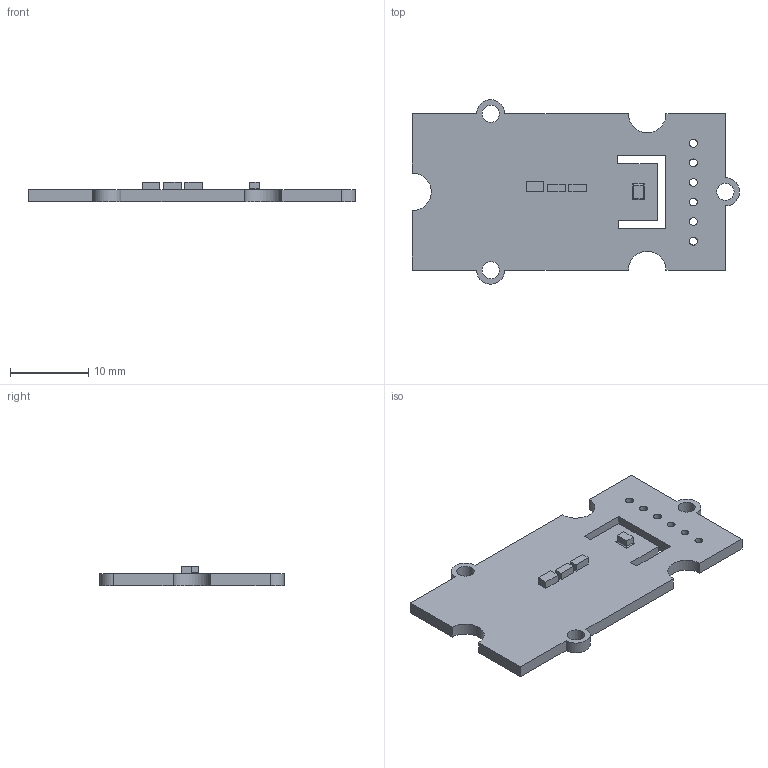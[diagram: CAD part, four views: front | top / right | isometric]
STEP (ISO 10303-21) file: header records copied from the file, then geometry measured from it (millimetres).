
FILE_DESCRIPTION(('CATIA V5 STEP Exchange'),'2;1');
FILE_NAME('base(barometer).stp','2017-12-05T08:41:13+00:00',('none'),('none'),'CATIA Version 5 Release 20 GA (IN-10)','CATIA V5 STEP AP203','none');
FILE_SCHEMA(('CONFIG_CONTROL_DESIGN'));
Length unit declared in the file: millimetre
Products named in the file (1): barometer
Bounding box: 41.8 x 23.57 x 2.55 mm (x, y, z)
Volume: 1172.5 mm3; surface area: 1859.6 mm2
Topology: 1 solids, 1 shells, 68 faces, 182 edges, 120 vertices
Faces by surface type: plane 40, cylinder 28
Entity records: 2063 total; most frequent: CARTESIAN_POINT 370, ORIENTED_EDGE 364, DIRECTION 272, EDGE_CURVE 182, VECTOR 130, LINE 130, VERTEX_POINT 120, AXIS2_PLACEMENT_3D 96
